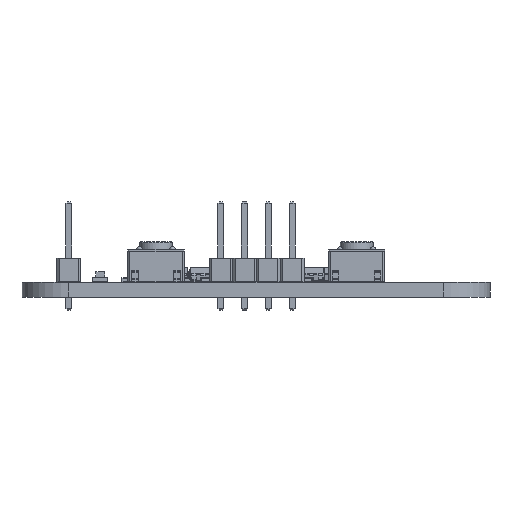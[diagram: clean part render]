
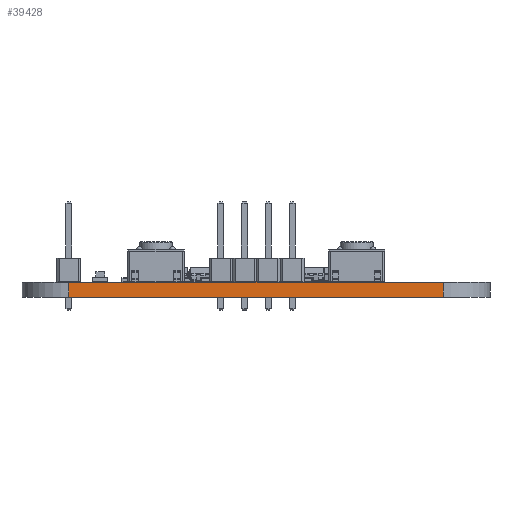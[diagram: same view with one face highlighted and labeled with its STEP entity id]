
A CAD part, left-side view. The second image highlights one B-rep face of the part: STEP entity #39428.
In plain terms, the highlighted planar face has unit normal (-1, 0, 0).
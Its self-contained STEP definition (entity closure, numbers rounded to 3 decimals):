
#39310 = EDGE_CURVE('',#39311,#39313,#39315,.T.);
#39311 = VERTEX_POINT('',#39312);
#39312 = CARTESIAN_POINT('',(115.,-110.,0.));
#39313 = VERTEX_POINT('',#39314);
#39314 = CARTESIAN_POINT('',(115.,-110.,1.6));
#39315 = SURFACE_CURVE('',#39316,(#39320,#39332),.PCURVE_S1.);
#39316 = LINE('',#39317,#39318);
#39317 = CARTESIAN_POINT('',(115.,-110.,0.));
#39318 = VECTOR('',#39319,1.);
#39319 = DIRECTION('',(0.,0.,1.));
#39320 = PCURVE('',#39321,#39326);
#39321 = CYLINDRICAL_SURFACE('',#39322,5.);
#39322 = AXIS2_PLACEMENT_3D('',#39323,#39324,#39325);
#39323 = CARTESIAN_POINT('',(120.,-110.,0.));
#39324 = DIRECTION('',(0.,0.,-1.));
#39325 = DIRECTION('',(1.,0.,0.));
#39326 = DEFINITIONAL_REPRESENTATION('',(#39327),#39331);
#39327 = LINE('',#39328,#39329);
#39328 = CARTESIAN_POINT('',(-3.142,0.));
#39329 = VECTOR('',#39330,1.);
#39330 = DIRECTION('',(0.,-1.));
#39331 = ( GEOMETRIC_REPRESENTATION_CONTEXT(2) 
PARAMETRIC_REPRESENTATION_CONTEXT() REPRESENTATION_CONTEXT('2D SPACE',''
  ) );
#39332 = PCURVE('',#39333,#39338);
#39333 = PLANE('',#39334);
#39334 = AXIS2_PLACEMENT_3D('',#39335,#39336,#39337);
#39335 = CARTESIAN_POINT('',(115.,-70.,0.));
#39336 = DIRECTION('',(1.,0.,0.));
#39337 = DIRECTION('',(0.,-1.,0.));
#39338 = DEFINITIONAL_REPRESENTATION('',(#39339),#39343);
#39339 = LINE('',#39340,#39341);
#39340 = CARTESIAN_POINT('',(40.,0.));
#39341 = VECTOR('',#39342,1.);
#39342 = DIRECTION('',(0.,-1.));
#39343 = ( GEOMETRIC_REPRESENTATION_CONTEXT(2) 
PARAMETRIC_REPRESENTATION_CONTEXT() REPRESENTATION_CONTEXT('2D SPACE',''
  ) );
#39362 = PLANE('',#39363);
#39363 = AXIS2_PLACEMENT_3D('',#39364,#39365,#39366);
#39364 = CARTESIAN_POINT('',(140.,-90.,1.6));
#39365 = DIRECTION('',(0.,0.,1.));
#39366 = DIRECTION('',(1.,0.,0.));
#39417 = PLANE('',#39418);
#39418 = AXIS2_PLACEMENT_3D('',#39419,#39420,#39421);
#39419 = CARTESIAN_POINT('',(140.,-90.,0.));
#39420 = DIRECTION('',(0.,0.,1.));
#39421 = DIRECTION('',(1.,0.,0.));
#39428 = ADVANCED_FACE('',(#39429),#39333,.F.);
#39429 = FACE_BOUND('',#39430,.F.);
#39430 = EDGE_LOOP('',(#39431,#39461,#39482,#39483));
#39431 = ORIENTED_EDGE('',*,*,#39432,.T.);
#39432 = EDGE_CURVE('',#39433,#39435,#39437,.T.);
#39433 = VERTEX_POINT('',#39434);
#39434 = CARTESIAN_POINT('',(115.,-70.,0.));
#39435 = VERTEX_POINT('',#39436);
#39436 = CARTESIAN_POINT('',(115.,-70.,1.6));
#39437 = SURFACE_CURVE('',#39438,(#39442,#39449),.PCURVE_S1.);
#39438 = LINE('',#39439,#39440);
#39439 = CARTESIAN_POINT('',(115.,-70.,0.));
#39440 = VECTOR('',#39441,1.);
#39441 = DIRECTION('',(0.,0.,1.));
#39442 = PCURVE('',#39333,#39443);
#39443 = DEFINITIONAL_REPRESENTATION('',(#39444),#39448);
#39444 = LINE('',#39445,#39446);
#39445 = CARTESIAN_POINT('',(0.,0.));
#39446 = VECTOR('',#39447,1.);
#39447 = DIRECTION('',(0.,-1.));
#39448 = ( GEOMETRIC_REPRESENTATION_CONTEXT(2) 
PARAMETRIC_REPRESENTATION_CONTEXT() REPRESENTATION_CONTEXT('2D SPACE',''
  ) );
#39449 = PCURVE('',#39450,#39455);
#39450 = CYLINDRICAL_SURFACE('',#39451,5.);
#39451 = AXIS2_PLACEMENT_3D('',#39452,#39453,#39454);
#39452 = CARTESIAN_POINT('',(120.,-70.,0.));
#39453 = DIRECTION('',(0.,0.,-1.));
#39454 = DIRECTION('',(1.,0.,0.));
#39455 = DEFINITIONAL_REPRESENTATION('',(#39456),#39460);
#39456 = LINE('',#39457,#39458);
#39457 = CARTESIAN_POINT('',(-3.142,0.));
#39458 = VECTOR('',#39459,1.);
#39459 = DIRECTION('',(0.,-1.));
#39460 = ( GEOMETRIC_REPRESENTATION_CONTEXT(2) 
PARAMETRIC_REPRESENTATION_CONTEXT() REPRESENTATION_CONTEXT('2D SPACE',''
  ) );
#39461 = ORIENTED_EDGE('',*,*,#39462,.T.);
#39462 = EDGE_CURVE('',#39435,#39313,#39463,.T.);
#39463 = SURFACE_CURVE('',#39464,(#39468,#39475),.PCURVE_S1.);
#39464 = LINE('',#39465,#39466);
#39465 = CARTESIAN_POINT('',(115.,-70.,1.6));
#39466 = VECTOR('',#39467,1.);
#39467 = DIRECTION('',(0.,-1.,0.));
#39468 = PCURVE('',#39333,#39469);
#39469 = DEFINITIONAL_REPRESENTATION('',(#39470),#39474);
#39470 = LINE('',#39471,#39472);
#39471 = CARTESIAN_POINT('',(0.,-1.6));
#39472 = VECTOR('',#39473,1.);
#39473 = DIRECTION('',(1.,0.));
#39474 = ( GEOMETRIC_REPRESENTATION_CONTEXT(2) 
PARAMETRIC_REPRESENTATION_CONTEXT() REPRESENTATION_CONTEXT('2D SPACE',''
  ) );
#39475 = PCURVE('',#39362,#39476);
#39476 = DEFINITIONAL_REPRESENTATION('',(#39477),#39481);
#39477 = LINE('',#39478,#39479);
#39478 = CARTESIAN_POINT('',(-25.,20.));
#39479 = VECTOR('',#39480,1.);
#39480 = DIRECTION('',(0.,-1.));
#39481 = ( GEOMETRIC_REPRESENTATION_CONTEXT(2) 
PARAMETRIC_REPRESENTATION_CONTEXT() REPRESENTATION_CONTEXT('2D SPACE',''
  ) );
#39482 = ORIENTED_EDGE('',*,*,#39310,.F.);
#39483 = ORIENTED_EDGE('',*,*,#39484,.F.);
#39484 = EDGE_CURVE('',#39433,#39311,#39485,.T.);
#39485 = SURFACE_CURVE('',#39486,(#39490,#39497),.PCURVE_S1.);
#39486 = LINE('',#39487,#39488);
#39487 = CARTESIAN_POINT('',(115.,-70.,0.));
#39488 = VECTOR('',#39489,1.);
#39489 = DIRECTION('',(0.,-1.,0.));
#39490 = PCURVE('',#39333,#39491);
#39491 = DEFINITIONAL_REPRESENTATION('',(#39492),#39496);
#39492 = LINE('',#39493,#39494);
#39493 = CARTESIAN_POINT('',(0.,0.));
#39494 = VECTOR('',#39495,1.);
#39495 = DIRECTION('',(1.,0.));
#39496 = ( GEOMETRIC_REPRESENTATION_CONTEXT(2) 
PARAMETRIC_REPRESENTATION_CONTEXT() REPRESENTATION_CONTEXT('2D SPACE',''
  ) );
#39497 = PCURVE('',#39417,#39498);
#39498 = DEFINITIONAL_REPRESENTATION('',(#39499),#39503);
#39499 = LINE('',#39500,#39501);
#39500 = CARTESIAN_POINT('',(-25.,20.));
#39501 = VECTOR('',#39502,1.);
#39502 = DIRECTION('',(0.,-1.));
#39503 = ( GEOMETRIC_REPRESENTATION_CONTEXT(2) 
PARAMETRIC_REPRESENTATION_CONTEXT() REPRESENTATION_CONTEXT('2D SPACE',''
  ) );
